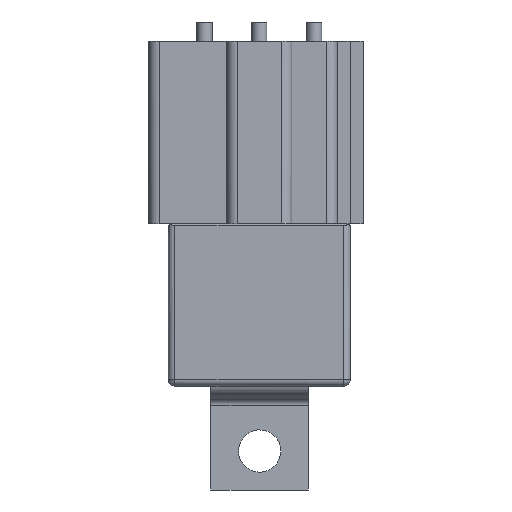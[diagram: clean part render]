
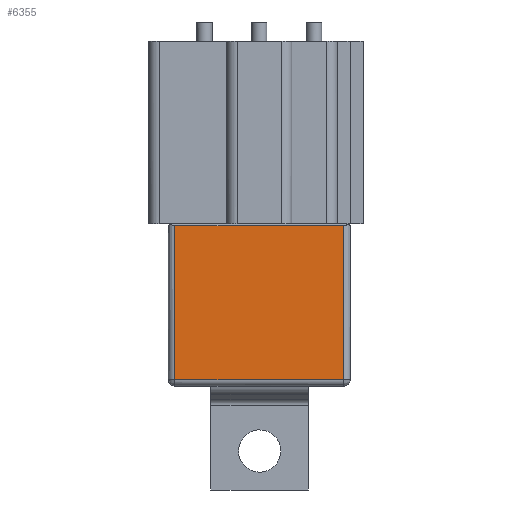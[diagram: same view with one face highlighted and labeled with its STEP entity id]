
A CAD part, front view. The second image highlights one B-rep face of the part: STEP entity #6355.
In plain terms, the highlighted free-form (B-spline) face has degree [1, 1] with [2, 2] control points.
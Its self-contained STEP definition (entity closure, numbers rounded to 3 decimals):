
#4430 = VERTEX_POINT('',#4431);
#4431 = CARTESIAN_POINT('',(11.089,-9.521,
    -20.477));
#4458 = VERTEX_POINT('',#4459);
#4459 = CARTESIAN_POINT('',(-11.094,-9.521,
    -20.477));
#4486 = VERTEX_POINT('',#4487);
#4487 = CARTESIAN_POINT('',(11.089,-9.521,
    -0.246));
#4496 = EDGE_CURVE('',#4430,#4486,#4497,.T.);
#4497 = B_SPLINE_CURVE_WITH_KNOTS('',1,(#4498,#4499),.UNSPECIFIED.,.F.,
  .F.,(2,2),(1.,24.711),.PIECEWISE_BEZIER_KNOTS.);
#4498 = CARTESIAN_POINT('',(11.089,-9.521,
    -20.477));
#4499 = CARTESIAN_POINT('',(11.089,-9.521,
    -0.246));
#4527 = EDGE_CURVE('',#4458,#4430,#4528,.T.);
#4528 = B_SPLINE_CURVE_WITH_KNOTS('',1,(#4529,#4530),.UNSPECIFIED.,.F.,
  .F.,(2,2),(-27.,-1.),.PIECEWISE_BEZIER_KNOTS.);
#4529 = CARTESIAN_POINT('',(-11.094,-9.521,
    -20.477));
#4530 = CARTESIAN_POINT('',(11.089,-9.521,
    -20.477));
#4565 = EDGE_CURVE('',#4566,#4458,#4568,.T.);
#4566 = VERTEX_POINT('',#4567);
#4567 = CARTESIAN_POINT('',(-11.094,-9.521,
    -0.246));
#4568 = B_SPLINE_CURVE_WITH_KNOTS('',1,(#4569,#4570),.UNSPECIFIED.,.F.,
  .F.,(2,2),(-24.711,-1.),.PIECEWISE_BEZIER_KNOTS.);
#4569 = CARTESIAN_POINT('',(-11.094,-9.521,
    -0.246));
#4570 = CARTESIAN_POINT('',(-11.094,-9.521,
    -20.477));
#4651 = EDGE_CURVE('',#4486,#4566,#4652,.T.);
#4652 = B_SPLINE_CURVE_WITH_KNOTS('',1,(#4653,#4654),.UNSPECIFIED.,.F.,
  .F.,(2,2),(-27.,-1.),.PIECEWISE_BEZIER_KNOTS.);
#4653 = CARTESIAN_POINT('',(11.089,-9.521,
    -0.246));
#4654 = CARTESIAN_POINT('',(-11.094,-9.521,
    -0.246));
#6355 = ADVANCED_FACE('',(#6356),#6362,.F.);
#6356 = FACE_BOUND('',#6357,.T.);
#6357 = EDGE_LOOP('',(#6358,#6359,#6360,#6361));
#6358 = ORIENTED_EDGE('',*,*,#4527,.T.);
#6359 = ORIENTED_EDGE('',*,*,#4496,.T.);
#6360 = ORIENTED_EDGE('',*,*,#4651,.T.);
#6361 = ORIENTED_EDGE('',*,*,#4565,.T.);
#6362 = B_SPLINE_SURFACE_WITH_KNOTS('',1,1,(
    (#6363,#6364)
    ,(#6365,#6366
    )),.UNSPECIFIED.,.F.,.F.,.F.,(2,2),(2,2),(1.,27.),(-24.711,
    -1.),.PIECEWISE_BEZIER_KNOTS.);
#6363 = CARTESIAN_POINT('',(-11.094,-9.521,
    -0.246));
#6364 = CARTESIAN_POINT('',(-11.094,-9.521,
    -20.477));
#6365 = CARTESIAN_POINT('',(11.089,-9.521,
    -0.246));
#6366 = CARTESIAN_POINT('',(11.089,-9.521,
    -20.477));
